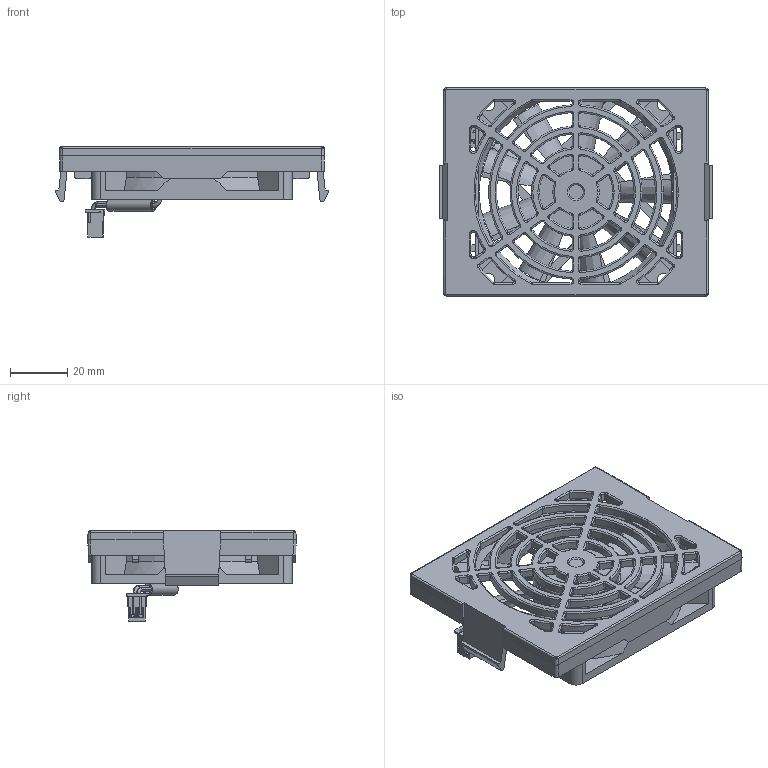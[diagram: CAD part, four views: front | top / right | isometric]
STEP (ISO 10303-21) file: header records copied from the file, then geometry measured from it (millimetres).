
FILE_DESCRIPTION (( 'STEP AP214' ), '1' );
FILE_NAME ('12350492.STEP', '2021-07-14T21:37:02', ( '' ), ( '' ), 'SwSTEP 2.0', 'SolidWorks 2017', '' );
FILE_SCHEMA (( 'AUTOMOTIVE_DESIGN' ));
Length unit declared in the file: inch
Products named in the file (1): 12350492
Bounding box: 95.74 x 73 x 31.6 mm (x, y, z)
Volume: 40994 mm3; surface area: 42410.8 mm2
Topology: 6 solids, 6 shells, 1752 faces, 4410 edges, 2720 vertices
Faces by surface type: plane 656, torus 410, cylinder 311, cone 282, bspline 91, sphere 2
Entity records: 59802 total; most frequent: CARTESIAN_POINT 15371, DIRECTION 9171, ORIENTED_EDGE 8820, EDGE_CURVE 4410, AXIS2_PLACEMENT_3D 3484, VERTEX_POINT 2720, LINE 2203, VECTOR 2203
